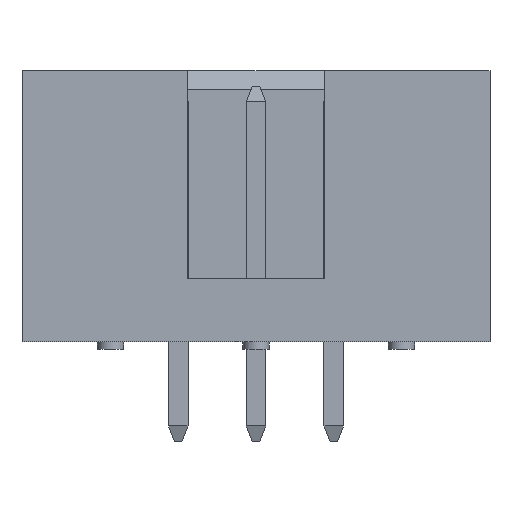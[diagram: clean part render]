
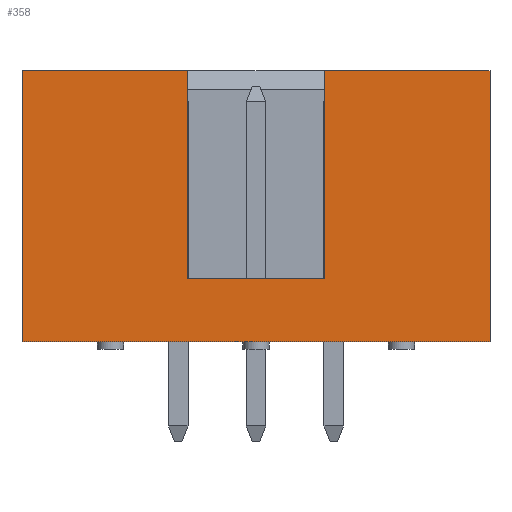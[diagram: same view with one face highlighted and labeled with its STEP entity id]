
A CAD part, front view. The second image highlights one B-rep face of the part: STEP entity #358.
In plain terms, the highlighted planar face has unit normal (0, -1, 0).
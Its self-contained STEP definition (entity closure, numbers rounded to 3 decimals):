
#358 = ADVANCED_FACE( '', ( #712 ), #713, .F. );
#712 = FACE_OUTER_BOUND( '', #1065, .T. );
#713 = PLANE( '', #1066 );
#1065 = EDGE_LOOP( '', ( #1808, #1809, #1810, #1811, #1812, #1813, #1814, #1815 ) );
#1066 = AXIS2_PLACEMENT_3D( '', #1816, #1817, #1818 );
#1808 = ORIENTED_EDGE( '', *, *, #2396, .F. );
#1809 = ORIENTED_EDGE( '', *, *, #2164, .T. );
#1810 = ORIENTED_EDGE( '', *, *, #2274, .T. );
#1811 = ORIENTED_EDGE( '', *, *, #2397, .F. );
#1812 = ORIENTED_EDGE( '', *, *, #2398, .F. );
#1813 = ORIENTED_EDGE( '', *, *, #2387, .F. );
#1814 = ORIENTED_EDGE( '', *, *, #2399, .F. );
#1815 = ORIENTED_EDGE( '', *, *, #2400, .F. );
#1816 = CARTESIAN_POINT( '', ( 0., -4.425, 0. ) );
#1817 = DIRECTION( '', ( 0., 1., 0. ) );
#1818 = DIRECTION( '', ( 0., 0., 1. ) );
#2164 = EDGE_CURVE( '', #2574, #2572, #2575, .T. );
#2274 = EDGE_CURVE( '', #2572, #2744, #2746, .T. );
#2387 = EDGE_CURVE( '', #2893, #2895, #2896, .T. );
#2396 = EDGE_CURVE( '', #2574, #2906, #2907, .T. );
#2397 = EDGE_CURVE( '', #2908, #2744, #2909, .T. );
#2398 = EDGE_CURVE( '', #2895, #2908, #2910, .T. );
#2399 = EDGE_CURVE( '', #2911, #2893, #2912, .T. );
#2400 = EDGE_CURVE( '', #2906, #2911, #2913, .T. );
#2572 = VERTEX_POINT( '', #3141 );
#2574 = VERTEX_POINT( '', #3144 );
#2575 = LINE( '', #3145, #3146 );
#2744 = VERTEX_POINT( '', #3392 );
#2746 = LINE( '', #3395, #3396 );
#2893 = VERTEX_POINT( '', #3616 );
#2895 = VERTEX_POINT( '', #3619 );
#2896 = LINE( '', #3620, #3621 );
#2906 = VERTEX_POINT( '', #3636 );
#2907 = LINE( '', #3637, #3638 );
#2908 = VERTEX_POINT( '', #3639 );
#2909 = LINE( '', #3640, #3641 );
#2910 = LINE( '', #3642, #3643 );
#2911 = VERTEX_POINT( '', #3644 );
#2912 = LINE( '', #3645, #3646 );
#2913 = LINE( '', #3647, #3648 );
#3141 = CARTESIAN_POINT( '', ( -2.25, -4.425, -2.375 ) );
#3144 = CARTESIAN_POINT( '', ( 2.25, -4.425, -2.375 ) );
#3145 = CARTESIAN_POINT( '', ( 2.25, -4.425, -2.375 ) );
#3146 = VECTOR( '', #3774, 1000. );
#3392 = CARTESIAN_POINT( '', ( -2.25, -4.425, 4.425 ) );
#3395 = CARTESIAN_POINT( '', ( -2.25, -4.425, -2.375 ) );
#3396 = VECTOR( '', #3871, 1000. );
#3616 = CARTESIAN_POINT( '', ( 7.64, -4.425, -4.425 ) );
#3619 = CARTESIAN_POINT( '', ( -7.64, -4.425, -4.425 ) );
#3620 = CARTESIAN_POINT( '', ( 7.64, -4.425, -4.425 ) );
#3621 = VECTOR( '', #3967, 1000. );
#3636 = CARTESIAN_POINT( '', ( 2.25, -4.425, 4.425 ) );
#3637 = CARTESIAN_POINT( '', ( 2.25, -4.425, -2.375 ) );
#3638 = VECTOR( '', #3973, 1000. );
#3639 = CARTESIAN_POINT( '', ( -7.64, -4.425, 4.425 ) );
#3640 = CARTESIAN_POINT( '', ( -7.64, -4.425, 4.425 ) );
#3641 = VECTOR( '', #3974, 1000. );
#3642 = CARTESIAN_POINT( '', ( -7.64, -4.425, -4.425 ) );
#3643 = VECTOR( '', #3975, 1000. );
#3644 = CARTESIAN_POINT( '', ( 7.64, -4.425, 4.425 ) );
#3645 = CARTESIAN_POINT( '', ( 7.64, -4.425, 4.425 ) );
#3646 = VECTOR( '', #3976, 1000. );
#3647 = CARTESIAN_POINT( '', ( -7.64, -4.425, 4.425 ) );
#3648 = VECTOR( '', #3977, 1000. );
#3774 = DIRECTION( '', ( -1., 0., 0. ) );
#3871 = DIRECTION( '', ( 0., 0., 1. ) );
#3967 = DIRECTION( '', ( -1., 0., 0. ) );
#3973 = DIRECTION( '', ( 0., 0., 1. ) );
#3974 = DIRECTION( '', ( 1., 0., 0. ) );
#3975 = DIRECTION( '', ( 0., 0., 1. ) );
#3976 = DIRECTION( '', ( 0., 0., -1. ) );
#3977 = DIRECTION( '', ( 1., 0., 0. ) );
